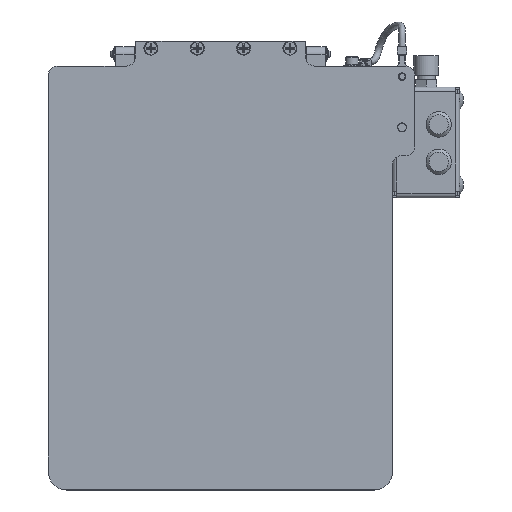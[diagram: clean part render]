
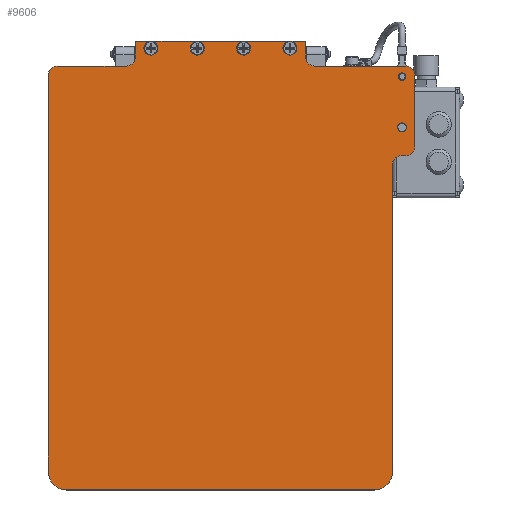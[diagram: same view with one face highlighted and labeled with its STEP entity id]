
A CAD part, top view. The second image highlights one B-rep face of the part: STEP entity #9606.
In plain terms, the highlighted planar face has unit normal (0, 0, 1).
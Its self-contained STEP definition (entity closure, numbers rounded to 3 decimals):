
#2567=LINE('',#51653,#5209);
#2573=LINE('',#51667,#5215);
#2577=LINE('',#51676,#5219);
#2581=LINE('',#51685,#5223);
#2585=LINE('',#51694,#5227);
#2589=LINE('',#51703,#5231);
#2591=LINE('',#51707,#5233);
#2595=LINE('',#51716,#5237);
#2596=LINE('',#51724,#5238);
#2599=LINE('',#51729,#5241);
#2600=LINE('',#51736,#5242);
#2601=LINE('',#51743,#5243);
#2604=LINE('',#51754,#5246);
#2607=LINE('',#51761,#5249);
#5209=VECTOR('',#40543,1.);
#5215=VECTOR('',#40551,1.);
#5219=VECTOR('',#40557,1.);
#5223=VECTOR('',#40563,1.);
#5227=VECTOR('',#40569,1.);
#5231=VECTOR('',#40575,1.);
#5233=VECTOR('',#40579,1.);
#5237=VECTOR('',#40585,1.);
#5238=VECTOR('',#40586,1.);
#5241=VECTOR('',#40589,1.);
#5242=VECTOR('',#40590,1.);
#5243=VECTOR('',#40591,1.);
#5246=VECTOR('',#40596,1.);
#5249=VECTOR('',#40601,1.);
#9606=ADVANCED_FACE('',(#11709,#11710,#11711),#10937,.T.);
#10937=PLANE('',#33716);
#11709=FACE_BOUND('',#13535,.T.);
#11710=FACE_BOUND('',#13536,.T.);
#11711=FACE_BOUND('',#13537,.T.);
#13535=EDGE_LOOP('',(#19781));
#13536=EDGE_LOOP('',(#19782));
#13537=EDGE_LOOP('',(#19783,#19784,#19785,#19786,#19787,#19788,#19789,#19790,
#19791,#19792,#19793,#19794,#19795,#19796,#19797,#19798,#19799,#19800,#19801,
#19802,#19803,#19804,#19805,#19806,#19807,#19808));
#19781=ORIENTED_EDGE('',*,*,#28375,.F.);
#19782=ORIENTED_EDGE('',*,*,#28376,.F.);
#19783=ORIENTED_EDGE('',*,*,#28373,.T.);
#19784=ORIENTED_EDGE('',*,*,#28377,.T.);
#19785=ORIENTED_EDGE('',*,*,#28329,.T.);
#19786=ORIENTED_EDGE('',*,*,#28378,.T.);
#19787=ORIENTED_EDGE('',*,*,#28335,.T.);
#19788=ORIENTED_EDGE('',*,*,#28379,.T.);
#19789=ORIENTED_EDGE('',*,*,#28339,.T.);
#19790=ORIENTED_EDGE('',*,*,#28380,.T.);
#19791=ORIENTED_EDGE('',*,*,#28343,.T.);
#19792=ORIENTED_EDGE('',*,*,#28381,.T.);
#19793=ORIENTED_EDGE('',*,*,#28347,.T.);
#19794=ORIENTED_EDGE('',*,*,#28382,.T.);
#19795=ORIENTED_EDGE('',*,*,#28351,.T.);
#19796=ORIENTED_EDGE('',*,*,#28383,.T.);
#19797=ORIENTED_EDGE('',*,*,#28353,.T.);
#19798=ORIENTED_EDGE('',*,*,#28359,.T.);
#19799=ORIENTED_EDGE('',*,*,#28384,.T.);
#19800=ORIENTED_EDGE('',*,*,#28357,.T.);
#19801=ORIENTED_EDGE('',*,*,#28385,.T.);
#19802=ORIENTED_EDGE('',*,*,#28366,.T.);
#19803=ORIENTED_EDGE('',*,*,#28386,.T.);
#19804=ORIENTED_EDGE('',*,*,#28364,.T.);
#19805=ORIENTED_EDGE('',*,*,#28387,.T.);
#19806=ORIENTED_EDGE('',*,*,#28362,.T.);
#19807=ORIENTED_EDGE('',*,*,#28370,.T.);
#19808=ORIENTED_EDGE('',*,*,#28388,.T.);
#24592=VERTEX_POINT('',#51654);
#24593=VERTEX_POINT('',#51655);
#24598=VERTEX_POINT('',#51666);
#24599=VERTEX_POINT('',#51668);
#24602=VERTEX_POINT('',#51675);
#24603=VERTEX_POINT('',#51677);
#24606=VERTEX_POINT('',#51684);
#24607=VERTEX_POINT('',#51686);
#24610=VERTEX_POINT('',#51693);
#24611=VERTEX_POINT('',#51695);
#24614=VERTEX_POINT('',#51702);
#24615=VERTEX_POINT('',#51704);
#24616=VERTEX_POINT('',#51708);
#24617=VERTEX_POINT('',#51709);
#24620=VERTEX_POINT('',#51717);
#24621=VERTEX_POINT('',#51718);
#24622=VERTEX_POINT('',#51723);
#24624=VERTEX_POINT('',#51728);
#24625=VERTEX_POINT('',#51730);
#24626=VERTEX_POINT('',#51735);
#24627=VERTEX_POINT('',#51737);
#24628=VERTEX_POINT('',#51742);
#24629=VERTEX_POINT('',#51744);
#24631=VERTEX_POINT('',#51753);
#24634=VERTEX_POINT('',#51760);
#24635=VERTEX_POINT('',#51762);
#24636=VERTEX_POINT('',#51766);
#24637=VERTEX_POINT('',#51768);
#28329=EDGE_CURVE('',#24592,#24593,#2567,.T.);
#28335=EDGE_CURVE('',#24599,#24598,#2573,.T.);
#28339=EDGE_CURVE('',#24603,#24602,#2577,.T.);
#28343=EDGE_CURVE('',#24607,#24606,#2581,.T.);
#28347=EDGE_CURVE('',#24611,#24610,#2585,.T.);
#28351=EDGE_CURVE('',#24615,#24614,#2589,.T.);
#28353=EDGE_CURVE('',#24616,#24617,#2591,.T.);
#28357=EDGE_CURVE('',#24620,#24621,#2595,.T.);
#28359=EDGE_CURVE('',#24617,#24622,#2596,.T.);
#28362=EDGE_CURVE('',#24625,#24624,#2599,.T.);
#28364=EDGE_CURVE('',#24627,#24626,#2600,.T.);
#28366=EDGE_CURVE('',#24629,#24628,#2601,.T.);
#28370=EDGE_CURVE('',#24624,#24631,#2604,.T.);
#28373=EDGE_CURVE('',#24635,#24634,#2607,.T.);
#28375=EDGE_CURVE('',#24636,#24636,#31207,.T.);
#28376=EDGE_CURVE('',#24637,#24637,#31208,.T.);
#28377=EDGE_CURVE('',#24634,#24592,#31209,.T.);
#28378=EDGE_CURVE('',#24593,#24599,#31210,.T.);
#28379=EDGE_CURVE('',#24598,#24603,#31211,.T.);
#28380=EDGE_CURVE('',#24602,#24607,#31212,.T.);
#28381=EDGE_CURVE('',#24606,#24611,#31213,.T.);
#28382=EDGE_CURVE('',#24610,#24615,#31214,.T.);
#28383=EDGE_CURVE('',#24614,#24616,#31215,.T.);
#28384=EDGE_CURVE('',#24622,#24620,#31216,.T.);
#28385=EDGE_CURVE('',#24621,#24629,#31217,.T.);
#28386=EDGE_CURVE('',#24628,#24627,#31218,.T.);
#28387=EDGE_CURVE('',#24626,#24625,#31219,.T.);
#28388=EDGE_CURVE('',#24631,#24635,#31220,.T.);
#31207=CIRCLE('',#33702,2.1);
#31208=CIRCLE('',#33703,3.);
#31209=CIRCLE('',#33704,6.);
#31210=CIRCLE('',#33705,12.);
#31211=CIRCLE('',#33706,12.);
#31212=CIRCLE('',#33707,6.);
#31213=CIRCLE('',#33708,6.);
#31214=CIRCLE('',#33709,6.);
#31215=CIRCLE('',#33710,6.);
#31216=CIRCLE('',#33711,4.7);
#31217=CIRCLE('',#33712,4.7);
#31218=CIRCLE('',#33713,4.7);
#31219=CIRCLE('',#33714,4.7);
#31220=CIRCLE('',#33715,6.);
#33702=AXIS2_PLACEMENT_3D('',#51765,#40605,#40606);
#33703=AXIS2_PLACEMENT_3D('',#51767,#40607,#40608);
#33704=AXIS2_PLACEMENT_3D('',#51769,#40609,#40610);
#33705=AXIS2_PLACEMENT_3D('',#51770,#40611,#40612);
#33706=AXIS2_PLACEMENT_3D('',#51771,#40613,#40614);
#33707=AXIS2_PLACEMENT_3D('',#51772,#40615,#40616);
#33708=AXIS2_PLACEMENT_3D('',#51773,#40617,#40618);
#33709=AXIS2_PLACEMENT_3D('',#51774,#40619,#40620);
#33710=AXIS2_PLACEMENT_3D('',#51775,#40621,#40622);
#33711=AXIS2_PLACEMENT_3D('',#51776,#40623,#40624);
#33712=AXIS2_PLACEMENT_3D('',#51777,#40625,#40626);
#33713=AXIS2_PLACEMENT_3D('',#51778,#40627,#40628);
#33714=AXIS2_PLACEMENT_3D('',#51779,#40629,#40630);
#33715=AXIS2_PLACEMENT_3D('',#51780,#40631,#40632);
#33716=AXIS2_PLACEMENT_3D('',#51781,#40633,#40634);
#40543=DIRECTION('',(0.,-1.,0.));
#40551=DIRECTION('',(1.,0.,0.));
#40557=DIRECTION('',(0.,1.,0.));
#40563=DIRECTION('',(1.,0.,0.));
#40569=DIRECTION('',(0.,1.,0.));
#40575=DIRECTION('',(-1.,0.,0.));
#40579=DIRECTION('',(0.,1.,0.));
#40585=DIRECTION('',(-1.,0.,0.));
#40586=DIRECTION('',(-1.,0.,0.));
#40589=DIRECTION('',(-1.,0.,0.));
#40590=DIRECTION('',(-1.,0.,0.));
#40591=DIRECTION('',(-1.,0.,0.));
#40596=DIRECTION('',(0.,-1.,0.));
#40601=DIRECTION('',(-1.,0.,0.));
#40605=DIRECTION('',(0.,0.,1.));
#40606=DIRECTION('',(1.,0.,0.));
#40607=DIRECTION('',(0.,0.,1.));
#40608=DIRECTION('',(1.,0.,0.));
#40609=DIRECTION('',(0.,0.,1.));
#40610=DIRECTION('',(1.,0.,0.));
#40611=DIRECTION('',(0.,0.,1.));
#40612=DIRECTION('',(1.,0.,0.));
#40613=DIRECTION('',(0.,0.,1.));
#40614=DIRECTION('',(1.,0.,0.));
#40615=DIRECTION('',(0.,0.,-1.));
#40616=DIRECTION('',(1.,0.,0.));
#40617=DIRECTION('',(0.,0.,1.));
#40618=DIRECTION('',(1.,0.,0.));
#40619=DIRECTION('',(0.,0.,1.));
#40620=DIRECTION('',(1.,0.,0.));
#40621=DIRECTION('',(0.,0.,-1.));
#40622=DIRECTION('',(1.,0.,0.));
#40623=DIRECTION('',(0.,0.,-1.));
#40624=DIRECTION('',(-1.,0.,0.));
#40625=DIRECTION('',(0.,0.,-1.));
#40626=DIRECTION('',(-1.,0.,0.));
#40627=DIRECTION('',(0.,0.,-1.));
#40628=DIRECTION('',(-1.,0.,0.));
#40629=DIRECTION('',(0.,0.,-1.));
#40630=DIRECTION('',(-1.,0.,0.));
#40631=DIRECTION('',(0.,0.,-1.));
#40632=DIRECTION('',(1.,0.,0.));
#40633=DIRECTION('',(0.,0.,1.));
#40634=DIRECTION('',(1.,0.,0.));
#51653=CARTESIAN_POINT('',(-115.,262.,44.));
#51654=CARTESIAN_POINT('',(-115.,256.,44.));
#51655=CARTESIAN_POINT('',(-115.,-9.5,44.));
#51666=CARTESIAN_POINT('',(103.,-21.5,44.));
#51667=CARTESIAN_POINT('',(-115.,-21.5,44.));
#51668=CARTESIAN_POINT('',(-103.,-21.5,44.));
#51675=CARTESIAN_POINT('',(115.,196.,44.));
#51676=CARTESIAN_POINT('',(115.,-21.5,44.));
#51677=CARTESIAN_POINT('',(115.,-9.5,44.));
#51684=CARTESIAN_POINT('',(124.,202.,44.));
#51685=CARTESIAN_POINT('',(115.,202.,44.));
#51686=CARTESIAN_POINT('',(121.,202.,44.));
#51693=CARTESIAN_POINT('',(130.,256.,44.));
#51694=CARTESIAN_POINT('',(130.,202.,44.));
#51695=CARTESIAN_POINT('',(130.,208.,44.));
#51702=CARTESIAN_POINT('',(63.,262.,44.));
#51703=CARTESIAN_POINT('',(130.,262.,44.));
#51704=CARTESIAN_POINT('',(124.,262.,44.));
#51707=CARTESIAN_POINT('',(57.,262.,44.));
#51708=CARTESIAN_POINT('',(57.,268.,44.));
#51709=CARTESIAN_POINT('',(57.,278.5,44.));
#51716=CARTESIAN_POINT('',(57.,278.5,44.));
#51717=CARTESIAN_POINT('',(45.144,278.5,44.));
#51718=CARTESIAN_POINT('',(16.856,278.5,44.));
#51723=CARTESIAN_POINT('',(47.856,278.5,44.));
#51724=CARTESIAN_POINT('',(57.,278.5,44.));
#51728=CARTESIAN_POINT('',(-57.,278.5,44.));
#51729=CARTESIAN_POINT('',(57.,278.5,44.));
#51730=CARTESIAN_POINT('',(-47.856,278.5,44.));
#51735=CARTESIAN_POINT('',(-45.144,278.5,44.));
#51736=CARTESIAN_POINT('',(57.,278.5,44.));
#51737=CARTESIAN_POINT('',(-16.856,278.5,44.));
#51742=CARTESIAN_POINT('',(-14.144,278.5,44.));
#51743=CARTESIAN_POINT('',(57.,278.5,44.));
#51744=CARTESIAN_POINT('',(14.144,278.5,44.));
#51753=CARTESIAN_POINT('',(-57.,268.,44.));
#51754=CARTESIAN_POINT('',(-57.,278.5,44.));
#51760=CARTESIAN_POINT('',(-109.,262.,44.));
#51761=CARTESIAN_POINT('',(-57.,262.,44.));
#51762=CARTESIAN_POINT('',(-63.,262.,44.));
#51765=CARTESIAN_POINT('',(121.5,255.,44.));
#51766=CARTESIAN_POINT('',(123.6,255.,44.));
#51767=CARTESIAN_POINT('',(121.5,221.,44.));
#51768=CARTESIAN_POINT('',(124.5,221.,44.));
#51769=CARTESIAN_POINT('',(-109.,256.,44.));
#51770=CARTESIAN_POINT('',(-103.,-9.5,44.));
#51771=CARTESIAN_POINT('',(103.,-9.5,44.));
#51772=CARTESIAN_POINT('',(121.,196.,44.));
#51773=CARTESIAN_POINT('',(124.,208.,44.));
#51774=CARTESIAN_POINT('',(124.,256.,44.));
#51775=CARTESIAN_POINT('',(63.,268.,44.));
#51776=CARTESIAN_POINT('',(46.5,274.,44.));
#51777=CARTESIAN_POINT('',(15.5,274.,44.));
#51778=CARTESIAN_POINT('',(-15.5,274.,44.));
#51779=CARTESIAN_POINT('',(-46.5,274.,44.));
#51780=CARTESIAN_POINT('',(-63.,268.,44.));
#51781=CARTESIAN_POINT('',(0.,262.,44.));
